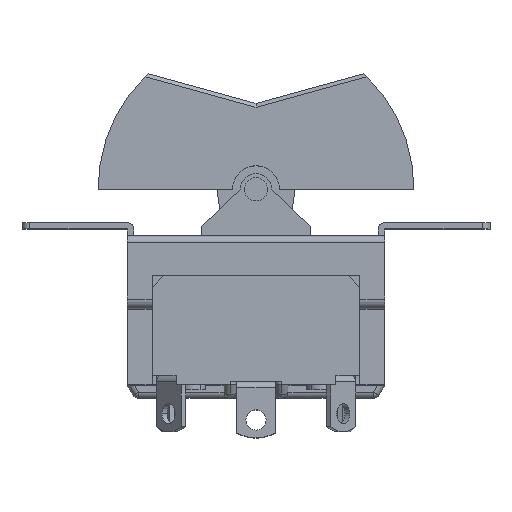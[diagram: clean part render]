
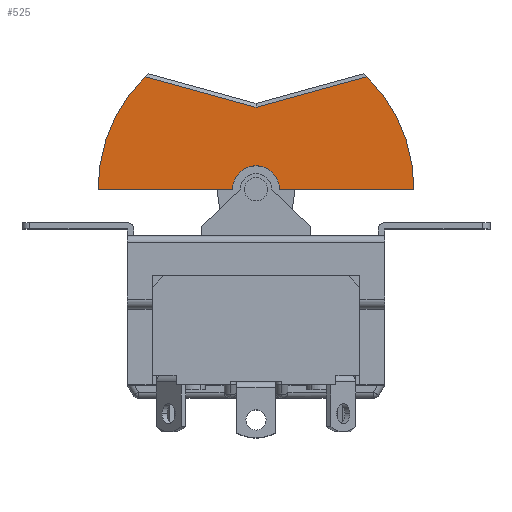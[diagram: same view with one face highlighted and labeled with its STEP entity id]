
A CAD part, top view. The second image highlights one B-rep face of the part: STEP entity #525.
In plain terms, the highlighted planar face has unit normal (0, 0, 1).
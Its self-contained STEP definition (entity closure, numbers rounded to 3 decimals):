
#403 = CARTESIAN_POINT ( 'NONE',  ( 3., 0., 8.5 ) ) ;
#421 = CARTESIAN_POINT ( 'NONE',  ( -3., 0., 8.5 ) ) ;
#475 = LINE ( 'NONE', #403, #1773 ) ;
#524 = EDGE_CURVE ( 'NONE', #11734, #7539, #8765, .T. ) ;
#525 = ADVANCED_FACE ( 'NONE', ( #530 ), #10244, .T. ) ;
#530 = FACE_OUTER_BOUND ( 'NONE', #11896, .T. ) ;
#1018 = DIRECTION ( 'NONE',  ( 0., 0., -1. ) ) ;
#1084 = AXIS2_PLACEMENT_3D ( 'NONE', #13378, #9295, #11376 ) ;
#1528 = CARTESIAN_POINT ( 'NONE',  ( 1., 10.225, 8.5 ) ) ;
#1773 = VECTOR ( 'NONE', #11796, 1000. ) ;
#2524 = CARTESIAN_POINT ( 'NONE',  ( -3., 0., 8.5 ) ) ;
#2843 = EDGE_CURVE ( 'NONE', #7379, #10401, #475, .T. ) ;
#2881 = VERTEX_POINT ( 'NONE', #2524 ) ;
#2891 = EDGE_CURVE ( 'NONE', #9816, #7539, #10806, .T. ) ;
#3218 = DIRECTION ( 'NONE',  ( 0., 0., 1. ) ) ;
#3225 = DIRECTION ( 'NONE',  ( 0.964, 0.265, 0. ) ) ;
#3629 = CARTESIAN_POINT ( 'NONE',  ( -14.226, 14.411, 8.5 ) ) ;
#3807 = ORIENTED_EDGE ( 'NONE', *, *, #12810, .F. ) ;
#3921 = CARTESIAN_POINT ( 'NONE',  ( -20.25, 0., 8.5 ) ) ;
#4040 = CARTESIAN_POINT ( 'NONE',  ( 14.226, 14.411, 8.5 ) ) ;
#4438 = VERTEX_POINT ( 'NONE', #4040 ) ;
#4467 = LINE ( 'NONE', #11349, #7374 ) ;
#4493 = EDGE_CURVE ( 'NONE', #9816, #4438, #4467, .T. ) ;
#4587 = CARTESIAN_POINT ( 'NONE',  ( 3., 0., 8.5 ) ) ;
#4642 = DIRECTION ( 'NONE',  ( -1., 0., 0. ) ) ;
#5037 = DIRECTION ( 'NONE',  ( -1., 0., 0. ) ) ;
#5443 = CIRCLE ( 'NONE', #7238, 20.25 ) ;
#5887 = AXIS2_PLACEMENT_3D ( 'NONE', #10009, #6799, #12014 ) ;
#5989 = ORIENTED_EDGE ( 'NONE', *, *, #9771, .F. ) ;
#6296 = VECTOR ( 'NONE', #9786, 1000. ) ;
#6799 = DIRECTION ( 'NONE',  ( 0., 0., 1. ) ) ;
#6839 = CIRCLE ( 'NONE', #5887, 3. ) ;
#7176 = ORIENTED_EDGE ( 'NONE', *, *, #2891, .T. ) ;
#7238 = AXIS2_PLACEMENT_3D ( 'NONE', #12517, #3218, #11563 ) ;
#7374 = VECTOR ( 'NONE', #3225, 1000. ) ;
#7379 = VERTEX_POINT ( 'NONE', #4587 ) ;
#7539 = VERTEX_POINT ( 'NONE', #3629 ) ;
#7578 = ORIENTED_EDGE ( 'NONE', *, *, #2843, .T. ) ;
#7923 = EDGE_CURVE ( 'NONE', #10401, #4438, #5443, .T. ) ;
#8055 = CARTESIAN_POINT ( 'NONE',  ( 20.25, 0., 8.5 ) ) ;
#8765 = CIRCLE ( 'NONE', #11804, 20.25 ) ;
#8827 = VECTOR ( 'NONE', #4642, 1000. ) ;
#9235 = ORIENTED_EDGE ( 'NONE', *, *, #4493, .F. ) ;
#9295 = DIRECTION ( 'NONE',  ( 0., 0., 1. ) ) ;
#9664 = ORIENTED_EDGE ( 'NONE', *, *, #524, .F. ) ;
#9771 = EDGE_CURVE ( 'NONE', #7379, #2881, #6839, .T. ) ;
#9786 = DIRECTION ( 'NONE',  ( -0.964, 0.265, 0. ) ) ;
#9816 = VERTEX_POINT ( 'NONE', #10053 ) ;
#10009 = CARTESIAN_POINT ( 'NONE',  ( 0., 0., 8.5 ) ) ;
#10053 = CARTESIAN_POINT ( 'NONE',  ( 0., 10.5, 8.5 ) ) ;
#10244 = PLANE ( 'NONE',  #1084 ) ;
#10401 = VERTEX_POINT ( 'NONE', #8055 ) ;
#10806 = LINE ( 'NONE', #1528, #6296 ) ;
#11349 = CARTESIAN_POINT ( 'NONE',  ( -1., 10.225, 8.5 ) ) ;
#11376 = DIRECTION ( 'NONE',  ( 1., 0., 0. ) ) ;
#11563 = DIRECTION ( 'NONE',  ( 1., 0., 0. ) ) ;
#11615 = ORIENTED_EDGE ( 'NONE', *, *, #7923, .T. ) ;
#11734 = VERTEX_POINT ( 'NONE', #3921 ) ;
#11796 = DIRECTION ( 'NONE',  ( 1., 0., 0. ) ) ;
#11804 = AXIS2_PLACEMENT_3D ( 'NONE', #12342, #1018, #5037 ) ;
#11896 = EDGE_LOOP ( 'NONE', ( #9235, #7176, #9664, #3807, #5989, #7578, #11615 ) ) ;
#12014 = DIRECTION ( 'NONE',  ( 1., 0., 0. ) ) ;
#12342 = CARTESIAN_POINT ( 'NONE',  ( 0., 0., 8.5 ) ) ;
#12517 = CARTESIAN_POINT ( 'NONE',  ( 0., 0., 8.5 ) ) ;
#12561 = LINE ( 'NONE', #421, #8827 ) ;
#12810 = EDGE_CURVE ( 'NONE', #2881, #11734, #12561, .T. ) ;
#13378 = CARTESIAN_POINT ( 'NONE',  ( 0., 0., 8.5 ) ) ;
